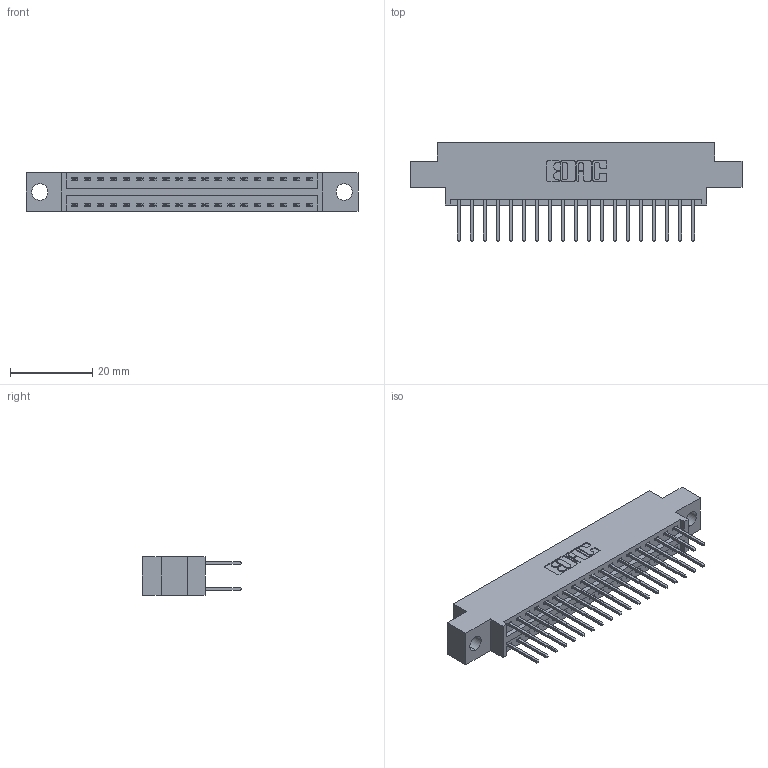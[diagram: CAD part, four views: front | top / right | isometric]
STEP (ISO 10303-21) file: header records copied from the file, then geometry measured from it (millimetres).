
FILE_DESCRIPTION (( 'STEP AP203' ), '1' );
FILE_NAME ('346-038-526-804.STEP', '2018-08-24T05:20:22', ( '' ), ( '' ), 'SwSTEP 2.0', 'SolidWorks 2016', '' );
FILE_SCHEMA (( 'CONFIG_CONTROL_DESIGN' ));
Length unit declared in the file: inch
Products named in the file (3): 346 Part_0.170 Offset - 0.156 Dia-TH; 345-292-001_345-293-126; 346-038-526-804
Assembly tree (39 placements, depth 2):
  346-038-526-804
    346 Part_0.170 Offset - 0.156 Dia-TH
    345-292-001_345-293-126  x38
Bounding box: 80.9 x 24.13 x 9.4 mm (x, y, z)
Volume: 7529.9 mm3; surface area: 10260.7 mm2
Topology: 39 solids, 39 shells, 2102 faces, 6231 edges, 4102 vertices
Faces by surface type: plane 1410, cylinder 692
Entity records: 15649 total; most frequent: CARTESIAN_POINT 2612, ORIENTED_EDGE 2546, DIRECTION 2353, EDGE_CURVE 1273, LINE 1065, VECTOR 1065, VERTEX_POINT 846, AXIS2_PLACEMENT_3D 644
